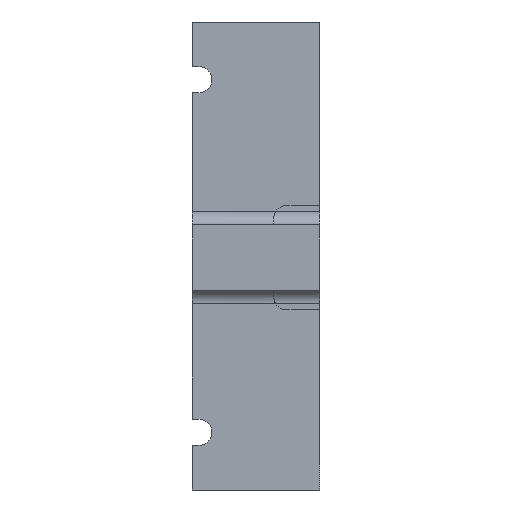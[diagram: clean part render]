
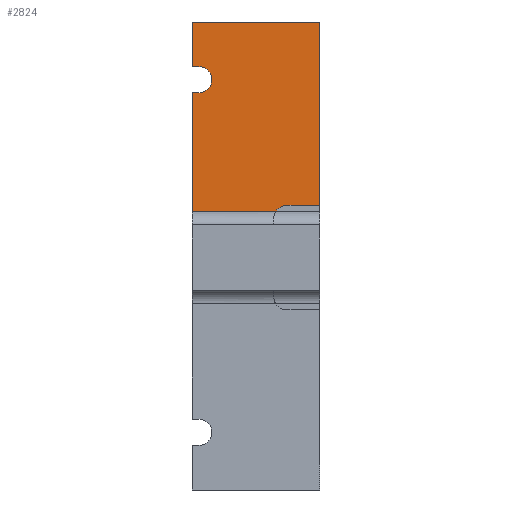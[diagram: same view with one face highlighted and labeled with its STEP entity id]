
A CAD part, left-side view. The second image highlights one B-rep face of the part: STEP entity #2824.
In plain terms, the highlighted planar face has unit normal (-1, 0, 0).
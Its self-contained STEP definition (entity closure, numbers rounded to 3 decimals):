
#54=PLANE('',#3068);
#188=FACE_OUTER_BOUND('',#332,.T.);
#332=EDGE_LOOP('',(#2245,#2246,#2247,#2248,#2249,#2250,#2251,#2252,#2253,
#2254));
#462=LINE('',#4128,#794);
#619=LINE('',#4619,#951);
#621=LINE('',#4625,#953);
#622=LINE('',#4627,#954);
#623=LINE('',#4629,#955);
#624=LINE('',#4631,#956);
#625=LINE('',#4635,#957);
#626=LINE('',#4636,#958);
#794=VECTOR('',#3273,10.);
#951=VECTOR('',#3616,10.);
#953=VECTOR('',#3622,10.);
#954=VECTOR('',#3623,10.);
#955=VECTOR('',#3624,10.);
#956=VECTOR('',#3625,10.);
#957=VECTOR('',#3628,10.);
#958=VECTOR('',#3629,10.);
#1114=CIRCLE('',#2972,2.);
#1166=CIRCLE('',#3069,2.);
#1225=VERTEX_POINT('',#4100);
#1228=VERTEX_POINT('',#4120);
#1230=VERTEX_POINT('',#4126);
#1407=VERTEX_POINT('',#4618);
#1409=VERTEX_POINT('',#4624);
#1410=VERTEX_POINT('',#4626);
#1411=VERTEX_POINT('',#4628);
#1412=VERTEX_POINT('',#4630);
#1413=VERTEX_POINT('',#4632);
#1414=VERTEX_POINT('',#4634);
#1519=EDGE_CURVE('',#1225,#1228,#1114,.F.);
#1522=EDGE_CURVE('',#1228,#1230,#462,.T.);
#1737=EDGE_CURVE('',#1225,#1407,#619,.F.);
#1740=EDGE_CURVE('',#1230,#1409,#621,.T.);
#1741=EDGE_CURVE('',#1409,#1410,#622,.T.);
#1742=EDGE_CURVE('',#1410,#1411,#623,.T.);
#1743=EDGE_CURVE('',#1411,#1412,#624,.T.);
#1744=EDGE_CURVE('',#1412,#1413,#1166,.T.);
#1745=EDGE_CURVE('',#1413,#1414,#625,.T.);
#1746=EDGE_CURVE('',#1414,#1407,#626,.T.);
#2245=ORIENTED_EDGE('',*,*,#1737,.F.);
#2246=ORIENTED_EDGE('',*,*,#1519,.T.);
#2247=ORIENTED_EDGE('',*,*,#1522,.T.);
#2248=ORIENTED_EDGE('',*,*,#1740,.T.);
#2249=ORIENTED_EDGE('',*,*,#1741,.T.);
#2250=ORIENTED_EDGE('',*,*,#1742,.T.);
#2251=ORIENTED_EDGE('',*,*,#1743,.T.);
#2252=ORIENTED_EDGE('',*,*,#1744,.T.);
#2253=ORIENTED_EDGE('',*,*,#1745,.T.);
#2254=ORIENTED_EDGE('',*,*,#1746,.T.);
#2824=ADVANCED_FACE('',(#188),#54,.T.);
#2972=AXIS2_PLACEMENT_3D('',#4122,#3267,#3268);
#3068=AXIS2_PLACEMENT_3D('',#4623,#3620,#3621);
#3069=AXIS2_PLACEMENT_3D('',#4633,#3626,#3627);
#3267=DIRECTION('center_axis',(-1.,0.,0.));
#3268=DIRECTION('ref_axis',(0.,0.707,0.707));
#3273=DIRECTION('',(0.,-1.,0.));
#3616=DIRECTION('',(0.,-1.,0.));
#3620=DIRECTION('center_axis',(-1.,0.,0.));
#3621=DIRECTION('ref_axis',(0.,0.,1.));
#3622=DIRECTION('',(0.,0.,1.));
#3623=DIRECTION('',(0.,1.,0.));
#3624=DIRECTION('',(0.,0.,-1.));
#3625=DIRECTION('',(0.,-1.,0.));
#3626=DIRECTION('center_axis',(1.,0.,0.));
#3627=DIRECTION('ref_axis',(0.,0.,-1.));
#3628=DIRECTION('',(0.,1.,0.));
#3629=DIRECTION('',(0.,0.,-1.));
#4100=CARTESIAN_POINT('',(-62.13,6.732,7.));
#4120=CARTESIAN_POINT('',(-62.13,5.,8.));
#4122=CARTESIAN_POINT('Origin',(-62.13,5.,6.));
#4126=CARTESIAN_POINT('',(-62.13,0.,8.));
#4128=CARTESIAN_POINT('',(-62.13,0.,8.));
#4618=CARTESIAN_POINT('',(-62.13,19.45,7.));
#4619=CARTESIAN_POINT('',(-62.13,0.,7.));
#4623=CARTESIAN_POINT('Origin',(-62.13,0.,-35.5));
#4624=CARTESIAN_POINT('',(-62.13,0.,36.));
#4625=CARTESIAN_POINT('',(-62.13,0.,-35.5));
#4626=CARTESIAN_POINT('',(-62.13,19.45,36.));
#4627=CARTESIAN_POINT('',(-62.13,0.,36.));
#4628=CARTESIAN_POINT('',(-62.13,19.45,29.2));
#4629=CARTESIAN_POINT('',(-62.13,19.45,-17.625));
#4630=CARTESIAN_POINT('',(-62.13,18.45,29.2));
#4631=CARTESIAN_POINT('',(-62.13,9.725,29.2));
#4632=CARTESIAN_POINT('',(-62.13,18.45,25.2));
#4633=CARTESIAN_POINT('Origin',(-62.13,18.45,27.2));
#4634=CARTESIAN_POINT('',(-62.13,19.45,25.2));
#4635=CARTESIAN_POINT('',(-62.13,9.225,25.2));
#4636=CARTESIAN_POINT('',(-62.13,19.45,-17.625));
